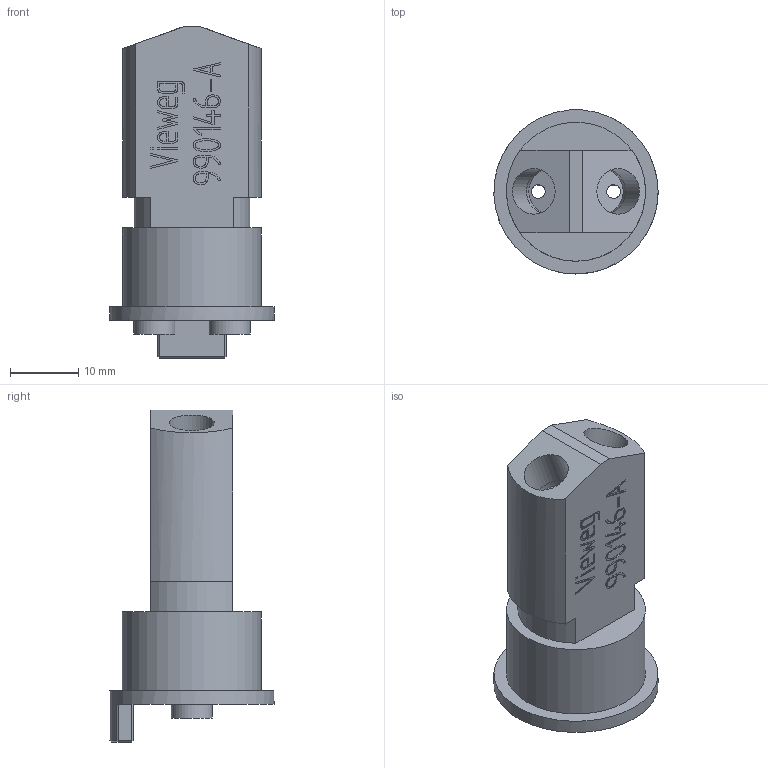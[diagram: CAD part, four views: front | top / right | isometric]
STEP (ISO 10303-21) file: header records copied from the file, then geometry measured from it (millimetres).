
FILE_DESCRIPTION(/* description */ ('Unknown'),/* implementation_level */ '2;1');
FILE_NAME(/* name */ '990146-A_2K-Adapter_1-1_2-1_Kunde',/* time_stamp */ '2019-12-11T10:41:03+01:00',/* author */ ('Vitus Schwinghammer'),/* organization */ ('Vieweg GmbH'),/* preprocessor_version */ 'ST-DEVELOPER v16.7',/* originating_system */ 'Solid Edge',/* authorisation */ 'Unknown');
FILE_SCHEMA (('CONFIG_CONTROL_DESIGN'));
Length unit declared in the file: millimetre
Products named in the file (1): 990146-A_2K-Adapter_1-1_2-1_Kunde
Bounding box: 23.99 x 23.96 x 48.5 mm (x, y, z)
Volume: 10425.8 mm3; surface area: 4420.7 mm2
Topology: 1 solids, 1 shells, 176 faces, 425 edges, 280 vertices
Faces by surface type: plane 133, bspline 28, cylinder 14, cone 1
Full cylindrical faces by diameter (mm): 2 x2, 6 x2, 6.647 x4, 20.3 x1, 24 x1
Entity records: 7419 total; most frequent: CARTESIAN_POINT 2282, ORIENTED_EDGE 816, DIRECTION 676, EDGE_CURVE 408, LINE 322, VECTOR 322, VERTEX_POINT 275, EDGE_LOOP 221
